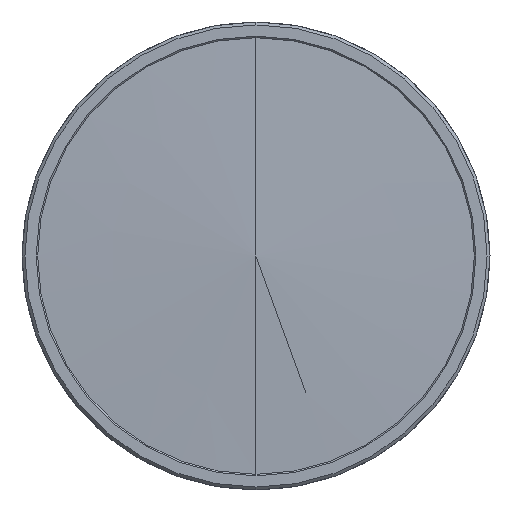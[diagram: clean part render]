
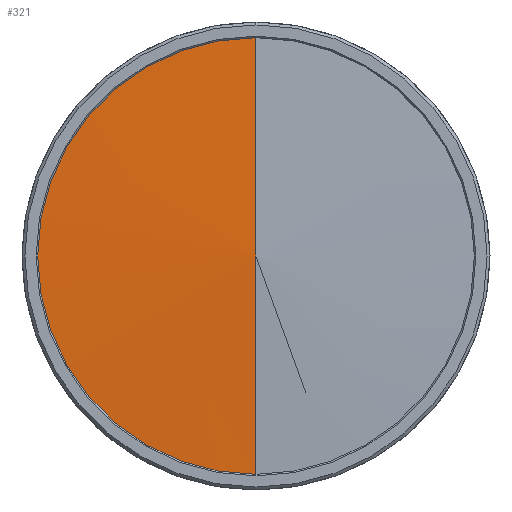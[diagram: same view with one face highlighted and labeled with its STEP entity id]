
A CAD part, left-side view. The second image highlights one B-rep face of the part: STEP entity #321.
In plain terms, the highlighted conical face has half-angle 87.761 degrees and reference radius 77.619 mm.
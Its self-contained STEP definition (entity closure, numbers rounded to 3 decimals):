
#39 = CARTESIAN_POINT ( 'NONE',  ( 2.918, 0., 74.65 ) ) ;
#102 = AXIS2_PLACEMENT_3D ( 'NONE', #5248, #778, #2373 ) ;
#294 = EDGE_LOOP ( 'NONE', ( #679, #2223, #6219 ) ) ;
#321 = ADVANCED_FACE ( 'NONE', ( #4623 ), #3163, .T. ) ;
#589 = CARTESIAN_POINT ( 'NONE',  ( 0., 0., 0. ) ) ;
#679 = ORIENTED_EDGE ( 'NONE', *, *, #1611, .F. ) ;
#731 = EDGE_CURVE ( 'NONE', #933, #1676, #1099, .T. ) ;
#778 = DIRECTION ( 'NONE',  ( 1., 0., 0. ) ) ;
#782 = DIRECTION ( 'NONE',  ( 0., 0., -1. ) ) ;
#933 = VERTEX_POINT ( 'NONE', #589 ) ;
#1099 = LINE ( 'NONE', #4159, #3770 ) ;
#1611 = EDGE_CURVE ( 'NONE', #933, #2441, #5703, .T. ) ;
#1676 = VERTEX_POINT ( 'NONE', #39 ) ;
#2063 = CARTESIAN_POINT ( 'NONE',  ( 3.034, 0., -77.619 ) ) ;
#2223 = ORIENTED_EDGE ( 'NONE', *, *, #731, .T. ) ;
#2255 = DIRECTION ( 'NONE',  ( 1., 0., 0. ) ) ;
#2373 = DIRECTION ( 'NONE',  ( 0., 0., -1. ) ) ;
#2441 = VERTEX_POINT ( 'NONE', #6122 ) ;
#3163 = CONICAL_SURFACE ( 'NONE', #102, 77.619, 1.532 ) ;
#3770 = VECTOR ( 'NONE', #5264, 1000. ) ;
#4159 = CARTESIAN_POINT ( 'NONE',  ( 3.034, 0., 77.619 ) ) ;
#4374 = VECTOR ( 'NONE', #5987, 1000. ) ;
#4623 = FACE_OUTER_BOUND ( 'NONE', #294, .T. ) ;
#4743 = CARTESIAN_POINT ( 'NONE',  ( 2.918, 0., 0. ) ) ;
#5248 = CARTESIAN_POINT ( 'NONE',  ( 3.034, 0., 0. ) ) ;
#5264 = DIRECTION ( 'NONE',  ( 0.039, 0., 0.999 ) ) ;
#5631 = EDGE_CURVE ( 'NONE', #2441, #1676, #5989, .T. ) ;
#5703 = LINE ( 'NONE', #2063, #4374 ) ;
#5846 = AXIS2_PLACEMENT_3D ( 'NONE', #4743, #2255, #782 ) ;
#5987 = DIRECTION ( 'NONE',  ( 0.039, 0., -0.999 ) ) ;
#5989 = CIRCLE ( 'NONE', #5846, 74.65 ) ;
#6122 = CARTESIAN_POINT ( 'NONE',  ( 2.918, 0., -74.65 ) ) ;
#6219 = ORIENTED_EDGE ( 'NONE', *, *, #5631, .F. ) ;
